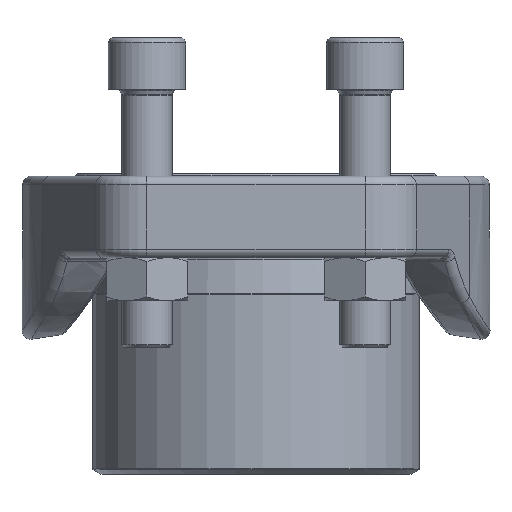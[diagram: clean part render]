
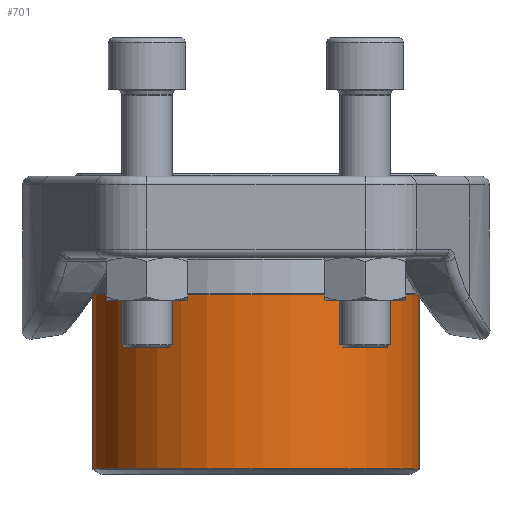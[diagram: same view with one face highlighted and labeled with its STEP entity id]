
A CAD part, left-side view. The second image highlights one B-rep face of the part: STEP entity #701.
In plain terms, the highlighted cylindrical face has radius 38.05 mm (diameter 76.1 mm), a full revolution.
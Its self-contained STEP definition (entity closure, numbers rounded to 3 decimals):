
#444=CYLINDRICAL_SURFACE('',#2493,38.05);
#537=FACE_BOUND('',#1032,.T.);
#538=FACE_BOUND('',#1033,.T.);
#701=ADVANCED_FACE('',(#537,#538),#444,.T.);
#1032=EDGE_LOOP('',(#1578));
#1033=EDGE_LOOP('',(#1579));
#1578=ORIENTED_EDGE('',*,*,#2046,.T.);
#1579=ORIENTED_EDGE('',*,*,#2047,.T.);
#1773=VERTEX_POINT('',#4548);
#1774=VERTEX_POINT('',#4550);
#2046=EDGE_CURVE('',#1773,#1773,#2205,.T.);
#2047=EDGE_CURVE('',#1774,#1774,#2206,.T.);
#2205=CIRCLE('',#2491,38.05);
#2206=CIRCLE('',#2492,38.05);
#2491=AXIS2_PLACEMENT_3D('',#4547,#3137,#3138);
#2492=AXIS2_PLACEMENT_3D('',#4549,#3139,#3140);
#2493=AXIS2_PLACEMENT_3D('',#4551,#3141,#3142);
#3137=DIRECTION('',(1.,0.,0.));
#3138=DIRECTION('',(0.,0.,-1.));
#3139=DIRECTION('',(-1.,0.,0.));
#3140=DIRECTION('',(0.,0.,-1.));
#3141=DIRECTION('',(-1.,0.,0.));
#3142=DIRECTION('',(0.,0.,1.));
#4547=CARTESIAN_POINT('',(28.065,0.,0.));
#4548=CARTESIAN_POINT('',(28.065,0.,-38.05));
#4549=CARTESIAN_POINT('',(68.73,0.,0.));
#4550=CARTESIAN_POINT('',(68.73,0.,-38.05));
#4551=CARTESIAN_POINT('',(0.,0.,0.));
